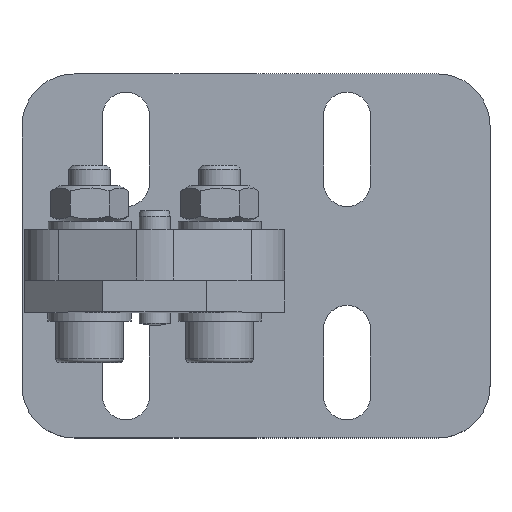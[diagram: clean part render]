
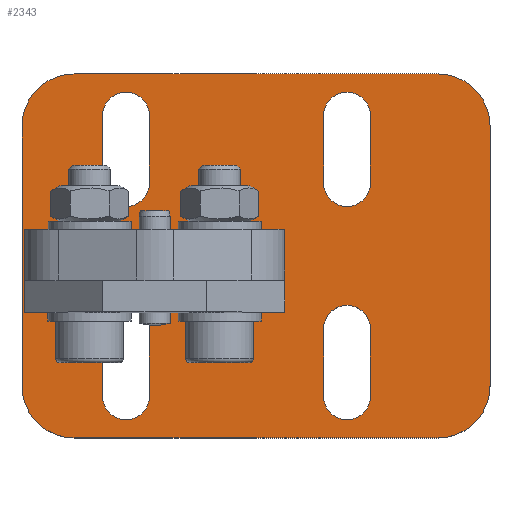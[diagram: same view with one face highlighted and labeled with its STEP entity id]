
A CAD part, top view. The second image highlights one B-rep face of the part: STEP entity #2343.
In plain terms, the highlighted planar face has unit normal (0, 0, 1).
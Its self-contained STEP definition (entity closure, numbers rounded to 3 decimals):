
#130=FACE_BOUND('',#437,.T.);
#131=FACE_BOUND('',#438,.T.);
#132=FACE_BOUND('',#439,.T.);
#133=FACE_BOUND('',#440,.T.);
#134=FACE_BOUND('',#441,.T.);
#174=CIRCLE('',#2560,10.);
#175=CIRCLE('',#2561,10.);
#176=CIRCLE('',#2562,10.);
#177=CIRCLE('',#2563,10.);
#178=CIRCLE('',#2564,4.5);
#179=CIRCLE('',#2565,4.5);
#180=CIRCLE('',#2566,4.5);
#181=CIRCLE('',#2567,4.5);
#182=CIRCLE('',#2568,4.5);
#183=CIRCLE('',#2569,4.5);
#184=CIRCLE('',#2570,4.5);
#185=CIRCLE('',#2571,4.5);
#292=FACE_OUTER_BOUND('',#436,.T.);
#436=EDGE_LOOP('',(#1578,#1579,#1580,#1581,#1582,#1583,#1584,#1585));
#437=EDGE_LOOP('',(#1586,#1587,#1588,#1589));
#438=EDGE_LOOP('',(#1590,#1591,#1592,#1593));
#439=EDGE_LOOP('',(#1594,#1595,#1596,#1597));
#440=EDGE_LOOP('',(#1598,#1599,#1600,#1601));
#441=EDGE_LOOP('',(#1602,#1603,#1604,#1605));
#629=LINE('',#3556,#815);
#630=LINE('',#3560,#816);
#631=LINE('',#3564,#817);
#632=LINE('',#3568,#818);
#633=LINE('',#3572,#819);
#634=LINE('',#3576,#820);
#635=LINE('',#3582,#821);
#636=LINE('',#3585,#822);
#637=LINE('',#3590,#823);
#638=LINE('',#3593,#824);
#639=LINE('',#3598,#825);
#640=LINE('',#3601,#826);
#641=LINE('',#3604,#827);
#642=LINE('',#3606,#828);
#643=LINE('',#3608,#829);
#644=LINE('',#3609,#830);
#815=VECTOR('',#2837,50.);
#816=VECTOR('',#2840,70.);
#817=VECTOR('',#2843,50.);
#818=VECTOR('',#2846,70.);
#819=VECTOR('',#2849,13.);
#820=VECTOR('',#2852,13.);
#821=VECTOR('',#2857,13.);
#822=VECTOR('',#2860,13.);
#823=VECTOR('',#2863,13.);
#824=VECTOR('',#2866,13.);
#825=VECTOR('',#2869,13.);
#826=VECTOR('',#2872,13.);
#827=VECTOR('',#2873,50.);
#828=VECTOR('',#2874,10.);
#829=VECTOR('',#2875,50.);
#830=VECTOR('',#2876,10.);
#1000=VERTEX_POINT('',#3554);
#1001=VERTEX_POINT('',#3555);
#1002=VERTEX_POINT('',#3557);
#1003=VERTEX_POINT('',#3559);
#1004=VERTEX_POINT('',#3561);
#1005=VERTEX_POINT('',#3563);
#1006=VERTEX_POINT('',#3565);
#1007=VERTEX_POINT('',#3567);
#1008=VERTEX_POINT('',#3570);
#1009=VERTEX_POINT('',#3571);
#1010=VERTEX_POINT('',#3573);
#1011=VERTEX_POINT('',#3575);
#1012=VERTEX_POINT('',#3578);
#1013=VERTEX_POINT('',#3579);
#1014=VERTEX_POINT('',#3581);
#1015=VERTEX_POINT('',#3583);
#1016=VERTEX_POINT('',#3586);
#1017=VERTEX_POINT('',#3587);
#1018=VERTEX_POINT('',#3589);
#1019=VERTEX_POINT('',#3591);
#1020=VERTEX_POINT('',#3594);
#1021=VERTEX_POINT('',#3595);
#1022=VERTEX_POINT('',#3597);
#1023=VERTEX_POINT('',#3599);
#1024=VERTEX_POINT('',#3602);
#1025=VERTEX_POINT('',#3603);
#1026=VERTEX_POINT('',#3605);
#1027=VERTEX_POINT('',#3607);
#1233=EDGE_CURVE('',#1000,#1001,#629,.T.);
#1234=EDGE_CURVE('',#1002,#1000,#174,.T.);
#1235=EDGE_CURVE('',#1003,#1002,#630,.T.);
#1236=EDGE_CURVE('',#1004,#1003,#175,.T.);
#1237=EDGE_CURVE('',#1005,#1004,#631,.T.);
#1238=EDGE_CURVE('',#1006,#1005,#176,.T.);
#1239=EDGE_CURVE('',#1007,#1006,#632,.T.);
#1240=EDGE_CURVE('',#1001,#1007,#177,.T.);
#1241=EDGE_CURVE('',#1008,#1009,#633,.T.);
#1242=EDGE_CURVE('',#1009,#1010,#178,.T.);
#1243=EDGE_CURVE('',#1010,#1011,#634,.T.);
#1244=EDGE_CURVE('',#1011,#1008,#179,.T.);
#1245=EDGE_CURVE('',#1012,#1013,#180,.T.);
#1246=EDGE_CURVE('',#1013,#1014,#635,.T.);
#1247=EDGE_CURVE('',#1014,#1015,#181,.T.);
#1248=EDGE_CURVE('',#1015,#1012,#636,.T.);
#1249=EDGE_CURVE('',#1016,#1017,#182,.T.);
#1250=EDGE_CURVE('',#1017,#1018,#637,.T.);
#1251=EDGE_CURVE('',#1018,#1019,#183,.T.);
#1252=EDGE_CURVE('',#1019,#1016,#638,.T.);
#1253=EDGE_CURVE('',#1020,#1021,#184,.T.);
#1254=EDGE_CURVE('',#1021,#1022,#639,.T.);
#1255=EDGE_CURVE('',#1022,#1023,#185,.T.);
#1256=EDGE_CURVE('',#1023,#1020,#640,.T.);
#1257=EDGE_CURVE('',#1024,#1025,#641,.T.);
#1258=EDGE_CURVE('',#1026,#1024,#642,.T.);
#1259=EDGE_CURVE('',#1026,#1027,#643,.T.);
#1260=EDGE_CURVE('',#1027,#1025,#644,.T.);
#1578=ORIENTED_EDGE('',*,*,#1233,.F.);
#1579=ORIENTED_EDGE('',*,*,#1234,.F.);
#1580=ORIENTED_EDGE('',*,*,#1235,.F.);
#1581=ORIENTED_EDGE('',*,*,#1236,.F.);
#1582=ORIENTED_EDGE('',*,*,#1237,.F.);
#1583=ORIENTED_EDGE('',*,*,#1238,.F.);
#1584=ORIENTED_EDGE('',*,*,#1239,.F.);
#1585=ORIENTED_EDGE('',*,*,#1240,.F.);
#1586=ORIENTED_EDGE('',*,*,#1241,.T.);
#1587=ORIENTED_EDGE('',*,*,#1242,.T.);
#1588=ORIENTED_EDGE('',*,*,#1243,.T.);
#1589=ORIENTED_EDGE('',*,*,#1244,.T.);
#1590=ORIENTED_EDGE('',*,*,#1245,.T.);
#1591=ORIENTED_EDGE('',*,*,#1246,.T.);
#1592=ORIENTED_EDGE('',*,*,#1247,.T.);
#1593=ORIENTED_EDGE('',*,*,#1248,.T.);
#1594=ORIENTED_EDGE('',*,*,#1249,.T.);
#1595=ORIENTED_EDGE('',*,*,#1250,.T.);
#1596=ORIENTED_EDGE('',*,*,#1251,.T.);
#1597=ORIENTED_EDGE('',*,*,#1252,.T.);
#1598=ORIENTED_EDGE('',*,*,#1253,.T.);
#1599=ORIENTED_EDGE('',*,*,#1254,.T.);
#1600=ORIENTED_EDGE('',*,*,#1255,.T.);
#1601=ORIENTED_EDGE('',*,*,#1256,.T.);
#1602=ORIENTED_EDGE('',*,*,#1257,.F.);
#1603=ORIENTED_EDGE('',*,*,#1258,.F.);
#1604=ORIENTED_EDGE('',*,*,#1259,.T.);
#1605=ORIENTED_EDGE('',*,*,#1260,.T.);
#2260=PLANE('',#2559);
#2343=ADVANCED_FACE('',(#292,#130,#131,#132,#133,#134),#2260,.T.);
#2559=AXIS2_PLACEMENT_3D('',#3553,#2835,#2836);
#2560=AXIS2_PLACEMENT_3D('',#3558,#2838,#2839);
#2561=AXIS2_PLACEMENT_3D('',#3562,#2841,#2842);
#2562=AXIS2_PLACEMENT_3D('',#3566,#2844,#2845);
#2563=AXIS2_PLACEMENT_3D('',#3569,#2847,#2848);
#2564=AXIS2_PLACEMENT_3D('',#3574,#2850,#2851);
#2565=AXIS2_PLACEMENT_3D('',#3577,#2853,#2854);
#2566=AXIS2_PLACEMENT_3D('',#3580,#2855,#2856);
#2567=AXIS2_PLACEMENT_3D('',#3584,#2858,#2859);
#2568=AXIS2_PLACEMENT_3D('',#3588,#2861,#2862);
#2569=AXIS2_PLACEMENT_3D('',#3592,#2864,#2865);
#2570=AXIS2_PLACEMENT_3D('',#3596,#2867,#2868);
#2571=AXIS2_PLACEMENT_3D('',#3600,#2870,#2871);
#2835=DIRECTION('center_axis',(0.,0.,1.));
#2836=DIRECTION('ref_axis',(1.,0.,0.));
#2837=DIRECTION('',(0.,1.,0.));
#2838=DIRECTION('center_axis',(0.,0.,-1.));
#2839=DIRECTION('ref_axis',(1.,0.,0.));
#2840=DIRECTION('',(-1.,0.,0.));
#2841=DIRECTION('center_axis',(0.,0.,-1.));
#2842=DIRECTION('ref_axis',(0.,1.,0.));
#2843=DIRECTION('',(0.,-1.,0.));
#2844=DIRECTION('center_axis',(0.,0.,-1.));
#2845=DIRECTION('ref_axis',(-1.,0.,0.));
#2846=DIRECTION('',(1.,0.,0.));
#2847=DIRECTION('center_axis',(0.,0.,-1.));
#2848=DIRECTION('ref_axis',(0.,-1.,0.));
#2849=DIRECTION('',(0.,-1.,0.));
#2850=DIRECTION('center_axis',(0.,0.,-1.));
#2851=DIRECTION('ref_axis',(-1.,0.,0.));
#2852=DIRECTION('',(0.,1.,0.));
#2853=DIRECTION('center_axis',(0.,0.,-1.));
#2854=DIRECTION('ref_axis',(1.,0.,0.));
#2855=DIRECTION('center_axis',(0.,0.,-1.));
#2856=DIRECTION('ref_axis',(1.,0.,0.));
#2857=DIRECTION('',(0.,-1.,0.));
#2858=DIRECTION('center_axis',(0.,0.,-1.));
#2859=DIRECTION('ref_axis',(-1.,0.,0.));
#2860=DIRECTION('',(0.,1.,0.));
#2861=DIRECTION('center_axis',(0.,0.,-1.));
#2862=DIRECTION('ref_axis',(-1.,0.,0.));
#2863=DIRECTION('',(0.,-1.,0.));
#2864=DIRECTION('center_axis',(0.,0.,-1.));
#2865=DIRECTION('ref_axis',(1.,0.,0.));
#2866=DIRECTION('',(0.,1.,0.));
#2867=DIRECTION('center_axis',(0.,0.,-1.));
#2868=DIRECTION('ref_axis',(-1.,0.,0.));
#2869=DIRECTION('',(0.,1.,0.));
#2870=DIRECTION('center_axis',(0.,0.,-1.));
#2871=DIRECTION('ref_axis',(1.,0.,0.));
#2872=DIRECTION('',(0.,-1.,0.));
#2873=DIRECTION('',(1.,0.,0.));
#2874=DIRECTION('',(0.,-1.,0.));
#2875=DIRECTION('',(1.,0.,0.));
#2876=DIRECTION('',(0.,-1.,0.));
#3553=CARTESIAN_POINT('Origin',(66.176,3.717,-4.858));
#3554=CARTESIAN_POINT('',(21.176,-21.283,-4.858));
#3555=CARTESIAN_POINT('',(21.176,28.717,-4.858));
#3556=CARTESIAN_POINT('',(21.176,-21.283,-4.858));
#3557=CARTESIAN_POINT('',(31.176,-31.283,-4.858));
#3558=CARTESIAN_POINT('Origin',(31.176,-21.283,-4.858));
#3559=CARTESIAN_POINT('',(101.176,-31.283,-4.858));
#3560=CARTESIAN_POINT('',(101.176,-31.283,-4.858));
#3561=CARTESIAN_POINT('',(111.176,-21.283,-4.858));
#3562=CARTESIAN_POINT('Origin',(101.176,-21.283,-4.858));
#3563=CARTESIAN_POINT('',(111.176,28.717,-4.858));
#3564=CARTESIAN_POINT('',(111.176,28.717,-4.858));
#3565=CARTESIAN_POINT('',(101.176,38.717,-4.858));
#3566=CARTESIAN_POINT('Origin',(101.176,28.717,-4.858));
#3567=CARTESIAN_POINT('',(31.176,38.717,-4.858));
#3568=CARTESIAN_POINT('',(31.176,38.717,-4.858));
#3569=CARTESIAN_POINT('Origin',(31.176,28.717,-4.858));
#3570=CARTESIAN_POINT('',(45.676,-10.283,-4.858));
#3571=CARTESIAN_POINT('',(45.676,-23.283,-4.858));
#3572=CARTESIAN_POINT('',(45.676,-10.283,-4.858));
#3573=CARTESIAN_POINT('',(36.676,-23.283,-4.858));
#3574=CARTESIAN_POINT('Origin',(41.176,-23.283,-4.858));
#3575=CARTESIAN_POINT('',(36.676,-10.283,-4.858));
#3576=CARTESIAN_POINT('',(36.676,-23.283,-4.858));
#3577=CARTESIAN_POINT('Origin',(41.176,-10.283,-4.858));
#3578=CARTESIAN_POINT('',(79.176,-10.283,-4.858));
#3579=CARTESIAN_POINT('',(88.176,-10.283,-4.858));
#3580=CARTESIAN_POINT('Origin',(83.676,-10.283,-4.858));
#3581=CARTESIAN_POINT('',(88.176,-23.283,-4.858));
#3582=CARTESIAN_POINT('',(88.176,-10.283,-4.858));
#3583=CARTESIAN_POINT('',(79.176,-23.283,-4.858));
#3584=CARTESIAN_POINT('Origin',(83.676,-23.283,-4.858));
#3585=CARTESIAN_POINT('',(79.176,-23.283,-4.858));
#3586=CARTESIAN_POINT('',(36.676,30.717,-4.858));
#3587=CARTESIAN_POINT('',(45.676,30.717,-4.858));
#3588=CARTESIAN_POINT('Origin',(41.176,30.717,-4.858));
#3589=CARTESIAN_POINT('',(45.676,17.717,-4.858));
#3590=CARTESIAN_POINT('',(45.676,30.717,-4.858));
#3591=CARTESIAN_POINT('',(36.676,17.717,-4.858));
#3592=CARTESIAN_POINT('Origin',(41.176,17.717,-4.858));
#3593=CARTESIAN_POINT('',(36.676,17.717,-4.858));
#3594=CARTESIAN_POINT('',(88.176,17.717,-4.858));
#3595=CARTESIAN_POINT('',(79.176,17.717,-4.858));
#3596=CARTESIAN_POINT('Origin',(83.676,17.717,-4.858));
#3597=CARTESIAN_POINT('',(79.176,30.717,-4.858));
#3598=CARTESIAN_POINT('',(79.176,17.717,-4.858));
#3599=CARTESIAN_POINT('',(88.176,30.717,-4.858));
#3600=CARTESIAN_POINT('Origin',(83.676,30.717,-4.858));
#3601=CARTESIAN_POINT('',(88.176,30.717,-4.858));
#3602=CARTESIAN_POINT('',(21.676,-1.283,-4.858));
#3603=CARTESIAN_POINT('',(71.676,-1.283,-4.858));
#3604=CARTESIAN_POINT('',(21.676,-1.283,-4.858));
#3605=CARTESIAN_POINT('',(21.676,8.717,-4.858));
#3606=CARTESIAN_POINT('',(21.676,8.717,-4.858));
#3607=CARTESIAN_POINT('',(71.676,8.717,-4.858));
#3608=CARTESIAN_POINT('',(21.676,8.717,-4.858));
#3609=CARTESIAN_POINT('',(71.676,8.717,-4.858));
